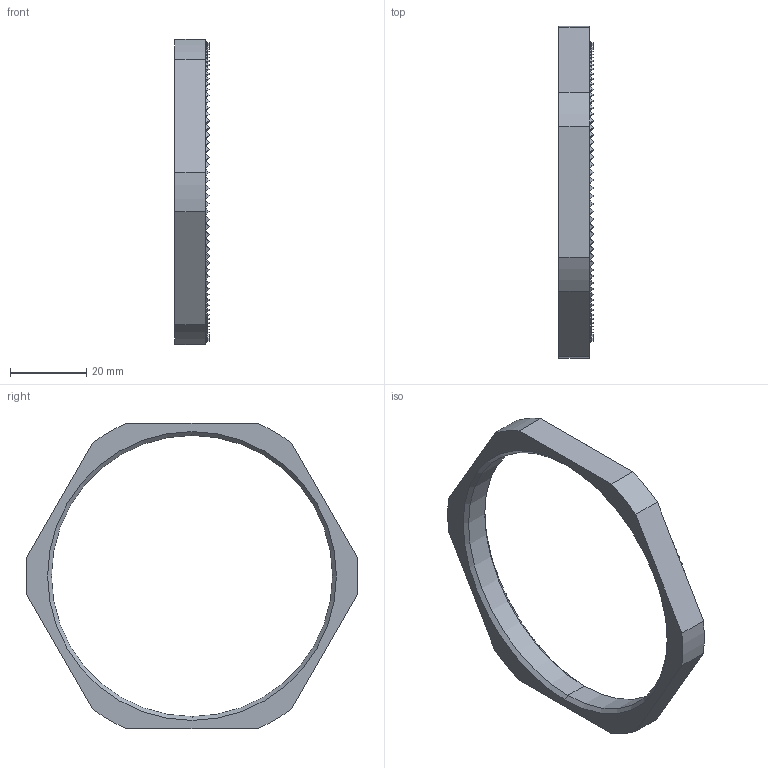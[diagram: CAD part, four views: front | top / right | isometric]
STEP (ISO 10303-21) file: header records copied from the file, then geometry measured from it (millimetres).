
FILE_DESCRIPTION (( 'STEP AP203' ), '1' );
FILE_NAME ('D3475100IndA.STEP', '2015-08-21T09:00:37', ( '' ), ( '' ), 'SwSTEP 2.0', 'SolidWorks 2015', '' );
FILE_SCHEMA (( 'CONFIG_CONTROL_DESIGN' ));
Length unit declared in the file: millimetre
Products named in the file (1): D3475100IndA
Bounding box: 9 x 86.93 x 80 mm (x, y, z)
Volume: 9499.7 mm3; surface area: 6358.9 mm2
Topology: 1 solids, 1 shells, 621 faces, 1370 edges, 752 vertices
Faces by surface type: plane 369, cone 244, cylinder 8
Entity records: 16653 total; most frequent: CARTESIAN_POINT 4184, ORIENTED_EDGE 2740, DIRECTION 2634, EDGE_CURVE 1370, AXIS2_PLACEMENT_3D 1122, VERTEX_POINT 752, EDGE_LOOP 624, FACE_OUTER_BOUND 621
